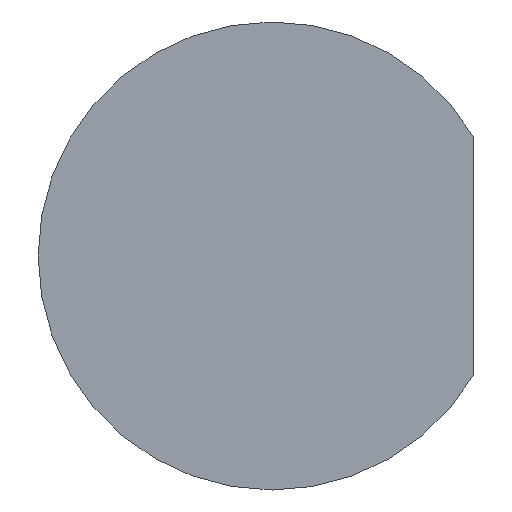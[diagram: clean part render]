
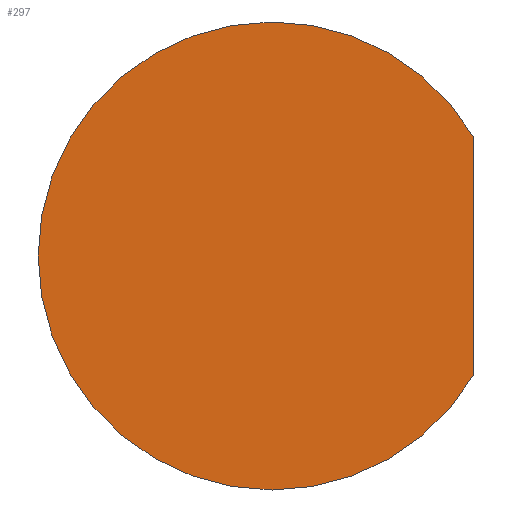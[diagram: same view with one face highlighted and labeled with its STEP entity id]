
A CAD part, front view. The second image highlights one B-rep face of the part: STEP entity #297.
In plain terms, the highlighted planar face has unit normal (0, -1, 0).
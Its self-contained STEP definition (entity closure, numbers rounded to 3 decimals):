
#17 = EDGE_CURVE ( 'NONE', #107, #384, #296, .T. ) ;
#25 = DIRECTION ( 'NONE',  ( 0., 0., 1. ) ) ;
#41 = FACE_OUTER_BOUND ( 'NONE', #433, .T. ) ;
#50 = DIRECTION ( 'NONE',  ( 0., 0., -1. ) ) ;
#59 = ORIENTED_EDGE ( 'NONE', *, *, #291, .F. ) ;
#69 = AXIS2_PLACEMENT_3D ( 'NONE', #378, #94, #128 ) ;
#79 = AXIS2_PLACEMENT_3D ( 'NONE', #337, #234, #50 ) ;
#80 = CARTESIAN_POINT ( 'NONE',  ( 0., -1., 0. ) ) ;
#89 = DIRECTION ( 'NONE',  ( 0., 1., 0. ) ) ;
#94 = DIRECTION ( 'NONE',  ( 0., 1., 0. ) ) ;
#107 = VERTEX_POINT ( 'NONE', #248 ) ;
#125 = CARTESIAN_POINT ( 'NONE',  ( 0., -1., 2.9 ) ) ;
#128 = DIRECTION ( 'NONE',  ( 0., 0., 1. ) ) ;
#189 = CIRCLE ( 'NONE', #261, 2.9 ) ;
#212 = VERTEX_POINT ( 'NONE', #125 ) ;
#214 = CARTESIAN_POINT ( 'NONE',  ( 2.5, -1., 2.568 ) ) ;
#216 = CIRCLE ( 'NONE', #69, 2.9 ) ;
#220 = VECTOR ( 'NONE', #25, 1000. ) ;
#221 = AXIS2_PLACEMENT_3D ( 'NONE', #80, #333, #230 ) ;
#222 = ORIENTED_EDGE ( 'NONE', *, *, #17, .T. ) ;
#230 = DIRECTION ( 'NONE',  ( 0., 0., 1. ) ) ;
#234 = DIRECTION ( 'NONE',  ( 0., -1., 0. ) ) ;
#248 = CARTESIAN_POINT ( 'NONE',  ( 2.5, -1., -1.47 ) ) ;
#256 = EDGE_CURVE ( 'NONE', #212, #384, #216, .T. ) ;
#261 = AXIS2_PLACEMENT_3D ( 'NONE', #440, #89, #339 ) ;
#263 = PLANE ( 'NONE',  #79 ) ;
#291 = EDGE_CURVE ( 'NONE', #107, #359, #366, .T. ) ;
#296 = LINE ( 'NONE', #214, #220 ) ;
#297 = ADVANCED_FACE ( 'NONE', ( #41 ), #263, .T. ) ;
#313 = ORIENTED_EDGE ( 'NONE', *, *, #396, .F. ) ;
#333 = DIRECTION ( 'NONE',  ( 0., 1., 0. ) ) ;
#337 = CARTESIAN_POINT ( 'NONE',  ( 0., -1., 0. ) ) ;
#339 = DIRECTION ( 'NONE',  ( 0., 0., 1. ) ) ;
#359 = VERTEX_POINT ( 'NONE', #377 ) ;
#366 = CIRCLE ( 'NONE', #221, 2.9 ) ;
#375 = ORIENTED_EDGE ( 'NONE', *, *, #256, .F. ) ;
#377 = CARTESIAN_POINT ( 'NONE',  ( 0., -1., -2.9 ) ) ;
#378 = CARTESIAN_POINT ( 'NONE',  ( 0., -1., 0. ) ) ;
#384 = VERTEX_POINT ( 'NONE', #431 ) ;
#396 = EDGE_CURVE ( 'NONE', #359, #212, #189, .T. ) ;
#431 = CARTESIAN_POINT ( 'NONE',  ( 2.5, -1., 1.47 ) ) ;
#433 = EDGE_LOOP ( 'NONE', ( #222, #375, #313, #59 ) ) ;
#440 = CARTESIAN_POINT ( 'NONE',  ( 0., -1., 0. ) ) ;
